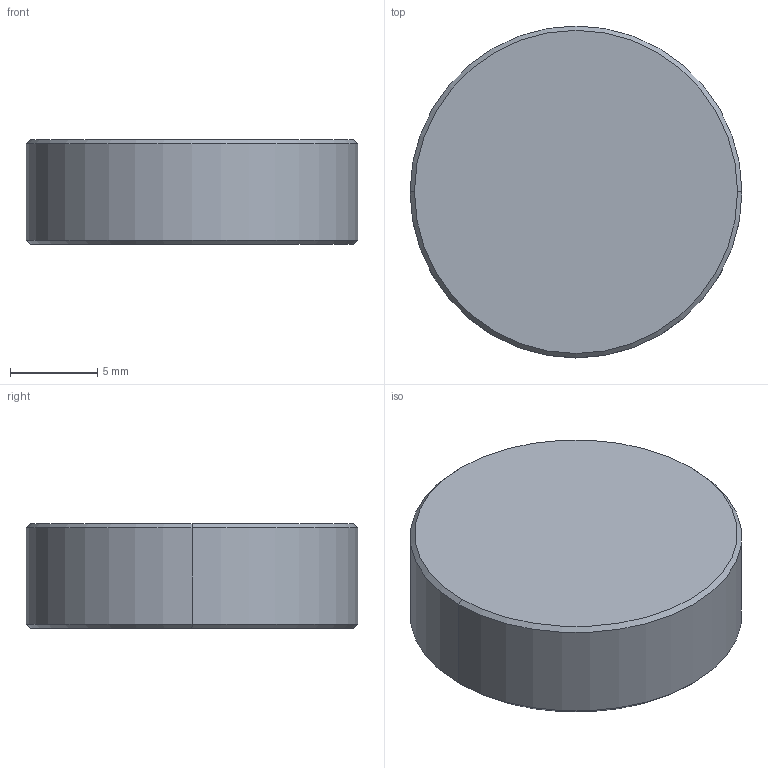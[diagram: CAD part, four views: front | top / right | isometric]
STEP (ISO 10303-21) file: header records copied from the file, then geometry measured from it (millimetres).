
FILE_DESCRIPTION (( 'STEP AP203' ), '1' );
FILE_NAME ('TTN024108-E0W.STEP', '2016-08-10T17:35:57', ( 'admin' ), ( '' ), 'SwSTEP 2.0', 'SolidWorks 2016', '' );
FILE_SCHEMA (( 'CONFIG_CONTROL_DESIGN' ));
Length unit declared in the file: millimetre
Products named in the file (1): TTN024108-E0W
Bounding box: 19 x 19 x 6 mm (x, y, z)
Volume: 1697.5 mm3; surface area: 907.6 mm2
Topology: 1 solids, 1 shells, 233 faces, 605 edges, 402 vertices
Faces by surface type: plane 142, bspline 85, cone 4, cylinder 2
Entity records: 11774 total; most frequent: CARTESIAN_POINT 6558, ORIENTED_EDGE 1210, DIRECTION 741, EDGE_CURVE 605, LINE 427, VECTOR 427, VERTEX_POINT 402, EDGE_LOOP 261
